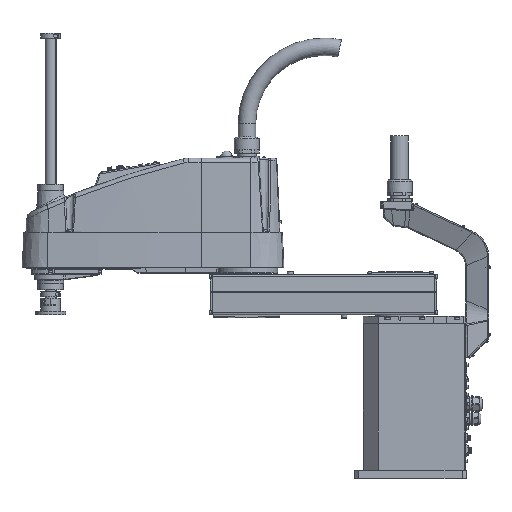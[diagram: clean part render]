
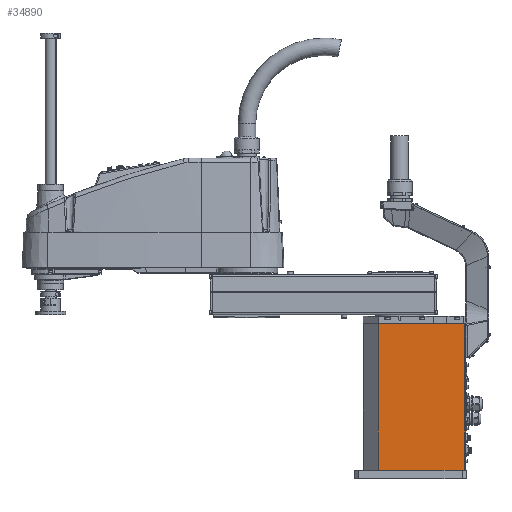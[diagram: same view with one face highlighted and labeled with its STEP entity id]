
A CAD part, top view. The second image highlights one B-rep face of the part: STEP entity #34890.
In plain terms, the highlighted planar face has unit normal (0, 0, 1).
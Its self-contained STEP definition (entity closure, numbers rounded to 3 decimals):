
#594 = VECTOR ( 'NONE', #39026, 1000. ) ;
#1259 = VECTOR ( 'NONE', #62394, 1000. ) ;
#2217 = EDGE_CURVE ( 'NONE', #69666, #41606, #14618, .T. ) ;
#4431 = DIRECTION ( 'NONE',  ( 0., 0., 1. ) ) ;
#6420 = LINE ( 'NONE', #10823, #68733 ) ;
#7359 = VERTEX_POINT ( 'NONE', #45855 ) ;
#8204 = DIRECTION ( 'NONE',  ( 1., 0., 0. ) ) ;
#10251 = PLANE ( 'NONE',  #45418 ) ;
#10557 = CARTESIAN_POINT ( 'NONE',  ( 122.5, 354.5, 85. ) ) ;
#10823 = CARTESIAN_POINT ( 'NONE',  ( 124.5, 354.5, 85. ) ) ;
#13456 = DIRECTION ( 'NONE',  ( 1., 0., 0. ) ) ;
#13818 = LINE ( 'NONE', #73297, #39915 ) ;
#14618 = LINE ( 'NONE', #44893, #1259 ) ;
#15346 = VERTEX_POINT ( 'NONE', #10557 ) ;
#17972 = CARTESIAN_POINT ( 'NONE',  ( -73.5, 354.5, 85. ) ) ;
#18308 = VERTEX_POINT ( 'NONE', #42281 ) ;
#20561 = ORIENTED_EDGE ( 'NONE', *, *, #45913, .F. ) ;
#21546 = ORIENTED_EDGE ( 'NONE', *, *, #2217, .T. ) ;
#22328 = EDGE_CURVE ( 'NONE', #7359, #15346, #13818, .T. ) ;
#23034 = ORIENTED_EDGE ( 'NONE', *, *, #57640, .T. ) ;
#24168 = DIRECTION ( 'NONE',  ( -1., 0., 0. ) ) ;
#24286 = ORIENTED_EDGE ( 'NONE', *, *, #37950, .T. ) ;
#25781 = EDGE_CURVE ( 'NONE', #18308, #41606, #70140, .T. ) ;
#28923 = ORIENTED_EDGE ( 'NONE', *, *, #47788, .F. ) ;
#29184 = CARTESIAN_POINT ( 'NONE',  ( -73.086, 354.5, 85. ) ) ;
#29390 = VECTOR ( 'NONE', #8204, 1000. ) ;
#32021 = ORIENTED_EDGE ( 'NONE', *, *, #25781, .F. ) ;
#34890 = ADVANCED_FACE ( 'NONE', ( #63465 ), #10251, .T. ) ;
#35435 = VECTOR ( 'NONE', #63678, 1000. ) ;
#36459 = VECTOR ( 'NONE', #24168, 1000. ) ;
#37950 = EDGE_CURVE ( 'NONE', #18308, #47067, #6420, .T. ) ;
#39026 = DIRECTION ( 'NONE',  ( -1., 0., 0. ) ) ;
#39195 = LINE ( 'NONE', #39959, #35435 ) ;
#39561 = CARTESIAN_POINT ( 'NONE',  ( -73.086, 19.5, 85. ) ) ;
#39915 = VECTOR ( 'NONE', #13456, 1000. ) ;
#39959 = CARTESIAN_POINT ( 'NONE',  ( -73.5, 354.5, 85. ) ) ;
#41606 = VERTEX_POINT ( 'NONE', #39561 ) ;
#42281 = CARTESIAN_POINT ( 'NONE',  ( 124.5, 19.5, 85. ) ) ;
#44893 = CARTESIAN_POINT ( 'NONE',  ( -73.086, 354.5, 85. ) ) ;
#45418 = AXIS2_PLACEMENT_3D ( 'NONE', #57639, #4431, #75562 ) ;
#45541 = ORIENTED_EDGE ( 'NONE', *, *, #22328, .F. ) ;
#45855 = CARTESIAN_POINT ( 'NONE',  ( 83.5, 354.5, 85. ) ) ;
#45913 = EDGE_CURVE ( 'NONE', #69666, #51381, #39195, .T. ) ;
#47067 = VERTEX_POINT ( 'NONE', #51638 ) ;
#47494 = LINE ( 'NONE', #17972, #36459 ) ;
#47582 = DIRECTION ( 'NONE',  ( 0., 1., 0. ) ) ;
#47788 = EDGE_CURVE ( 'NONE', #51381, #7359, #65717, .T. ) ;
#51077 = CARTESIAN_POINT ( 'NONE',  ( -73.5, 19.5, 85. ) ) ;
#51381 = VERTEX_POINT ( 'NONE', #56722 ) ;
#51638 = CARTESIAN_POINT ( 'NONE',  ( 124.5, 354.5, 85. ) ) ;
#56226 = EDGE_LOOP ( 'NONE', ( #32021, #24286, #23034, #45541, #28923, #20561, #21546 ) ) ;
#56722 = CARTESIAN_POINT ( 'NONE',  ( 53.5, 354.5, 85. ) ) ;
#57639 = CARTESIAN_POINT ( 'NONE',  ( -73.5, 354.5, 85. ) ) ;
#57640 = EDGE_CURVE ( 'NONE', #47067, #15346, #47494, .T. ) ;
#62394 = DIRECTION ( 'NONE',  ( 0., -1., 0. ) ) ;
#63465 = FACE_OUTER_BOUND ( 'NONE', #56226, .T. ) ;
#63678 = DIRECTION ( 'NONE',  ( 1., 0., 0. ) ) ;
#65717 = LINE ( 'NONE', #66106, #29390 ) ;
#66106 = CARTESIAN_POINT ( 'NONE',  ( 53.5, 354.5, 85. ) ) ;
#68733 = VECTOR ( 'NONE', #47582, 1000. ) ;
#69666 = VERTEX_POINT ( 'NONE', #29184 ) ;
#70140 = LINE ( 'NONE', #51077, #594 ) ;
#73297 = CARTESIAN_POINT ( 'NONE',  ( -73.5, 354.5, 85. ) ) ;
#75562 = DIRECTION ( 'NONE',  ( 1., 0., 0. ) ) ;
